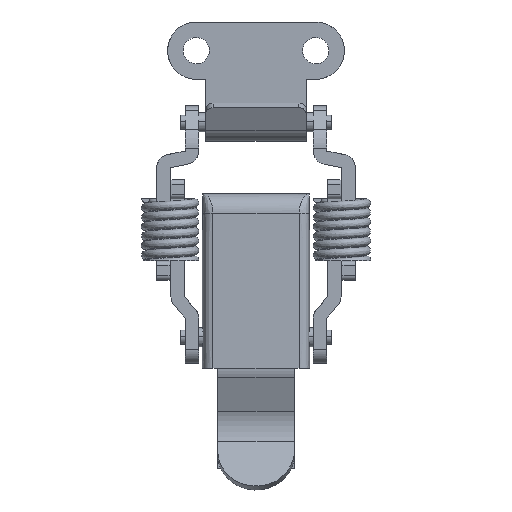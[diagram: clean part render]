
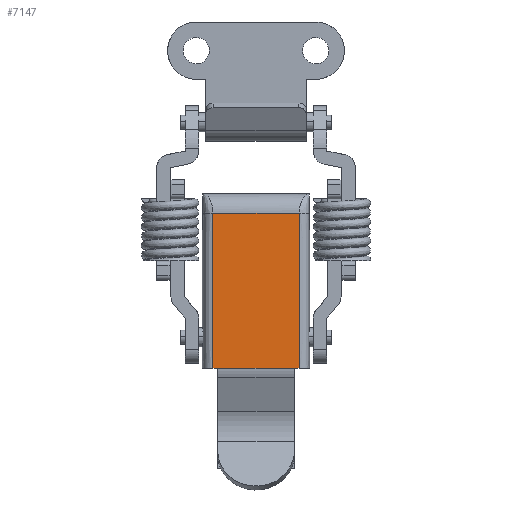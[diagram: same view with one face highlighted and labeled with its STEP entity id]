
A CAD part, front view. The second image highlights one B-rep face of the part: STEP entity #7147.
In plain terms, the highlighted free-form (B-spline) face has degree [1, 1] with [2, 2] control points.
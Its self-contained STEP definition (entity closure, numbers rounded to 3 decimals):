
#5450=CARTESIAN_POINT('',(-10.7,9.034,-19.0));
#5451=VERTEX_POINT('',#5450);
#5528=CARTESIAN_POINT('',(-10.7,9.034,-51.5));
#5529=VERTEX_POINT('',#5528);
#5545=CARTESIAN_POINT('',(-10.7,9.034,-19.0));
#5546=CARTESIAN_POINT('',(-10.7,9.034,-29.833));
#5547=CARTESIAN_POINT('',(-10.7,9.034,-40.667));
#5548=CARTESIAN_POINT('',(-10.7,9.034,-51.5));
#5549=B_SPLINE_CURVE_WITH_KNOTS('',3,(#5545,#5546,#5547,#5548),.UNSPECIFIED.,.F.,.U.,(4,4),(0.667,1.),.UNSPECIFIED.);
#5550=EDGE_CURVE('',#5451,#5529,#5549,.T.);
#5605=CARTESIAN_POINT('',(-10.7,-9.034,-19.0));
#5606=VERTEX_POINT('',#5605);
#5669=CARTESIAN_POINT('',(-10.7,-9.034,-51.5));
#5670=VERTEX_POINT('',#5669);
#5692=CARTESIAN_POINT('',(-10.7,-9.034,-51.5));
#5693=CARTESIAN_POINT('',(-10.7,-9.034,-40.667));
#5694=CARTESIAN_POINT('',(-10.7,-9.034,-29.833));
#5695=CARTESIAN_POINT('',(-10.7,-9.034,-19.0));
#5696=B_SPLINE_CURVE_WITH_KNOTS('',3,(#5692,#5693,#5694,#5695),.UNSPECIFIED.,.F.,.U.,(4,4),(0.0,0.333),.UNSPECIFIED.);
#5697=EDGE_CURVE('',#5670,#5606,#5696,.T.);
#5851=CARTESIAN_POINT('',(-10.7,8.0,-51.533));
#5852=VERTEX_POINT('',#5851);
#5873=CARTESIAN_POINT('',(-10.7,-8.0,-51.533));
#5874=VERTEX_POINT('',#5873);
#5888=CARTESIAN_POINT('',(-10.7,8.0,-51.533));
#5889=CARTESIAN_POINT('',(-10.7,-8.0,-51.533));
#5890=QUASI_UNIFORM_CURVE('',1,(#5888,#5889),.UNSPECIFIED.,.F.,.U.);
#5891=EDGE_CURVE('',#5852,#5874,#5890,.T.);
#5972=CARTESIAN_POINT('',(-10.7,-8.,-51.5));
#5973=VERTEX_POINT('',#5972);
#5974=CARTESIAN_POINT('',(-10.7,-8.,-51.5));
#5975=CARTESIAN_POINT('',(-10.7,-8.0,-51.533));
#5976=QUASI_UNIFORM_CURVE('',1,(#5974,#5975),.UNSPECIFIED.,.F.,.U.);
#5977=EDGE_CURVE('',#5973,#5874,#5976,.T.);
#6064=CARTESIAN_POINT('',(-10.7,8.0,-51.5));
#6065=VERTEX_POINT('',#6064);
#6066=CARTESIAN_POINT('',(-10.7,8.0,-51.5));
#6067=CARTESIAN_POINT('',(-10.7,8.0,-51.533));
#6068=QUASI_UNIFORM_CURVE('',1,(#6066,#6067),.UNSPECIFIED.,.F.,.U.);
#6069=EDGE_CURVE('',#6065,#5852,#6068,.T.);
#7120=CARTESIAN_POINT('',(-10.7,-9.937,-53.158));
#7121=CARTESIAN_POINT('',(-10.7,-9.937,-17.375));
#7122=CARTESIAN_POINT('',(-10.7,9.937,-53.158));
#7123=CARTESIAN_POINT('',(-10.7,9.937,-17.375));
#7124=B_SPLINE_SURFACE_WITH_KNOTS('',1,1,((#7120,#7122),(#7121,#7123)),.UNSPECIFIED.,.F.,.F.,.U.,(2,2),(2,2),(0.0,35.783),(0.0,19.873),.UNSPECIFIED.);
#7125=CARTESIAN_POINT('',(-10.7,9.034,-19.0));
#7126=CARTESIAN_POINT('',(-10.7,-9.034,-19.0));
#7127=QUASI_UNIFORM_CURVE('',1,(#7125,#7126),.UNSPECIFIED.,.F.,.U.);
#7128=EDGE_CURVE('',#5451,#5606,#7127,.T.);
#7129=ORIENTED_EDGE('',*,*,#7128,.F.);
#7130=ORIENTED_EDGE('',*,*,#5550,.T.);
#7131=CARTESIAN_POINT('',(-10.7,9.034,-51.5));
#7132=CARTESIAN_POINT('',(-10.7,8.0,-51.5));
#7133=QUASI_UNIFORM_CURVE('',1,(#7131,#7132),.UNSPECIFIED.,.F.,.U.);
#7134=EDGE_CURVE('',#5529,#6065,#7133,.T.);
#7135=ORIENTED_EDGE('',*,*,#7134,.T.);
#7136=ORIENTED_EDGE('',*,*,#6069,.T.);
#7137=ORIENTED_EDGE('',*,*,#5891,.T.);
#7138=ORIENTED_EDGE('',*,*,#5977,.F.);
#7139=CARTESIAN_POINT('',(-10.7,-8.,-51.5));
#7140=CARTESIAN_POINT('',(-10.7,-9.034,-51.5));
#7141=QUASI_UNIFORM_CURVE('',1,(#7139,#7140),.UNSPECIFIED.,.F.,.U.);
#7142=EDGE_CURVE('',#5973,#5670,#7141,.T.);
#7143=ORIENTED_EDGE('',*,*,#7142,.T.);
#7144=ORIENTED_EDGE('',*,*,#5697,.T.);
#7145=EDGE_LOOP('',(#7129,#7130,#7135,#7136,#7137,#7138,#7143,#7144));
#7146=FACE_OUTER_BOUND('',#7145,.T.);
#7147=ADVANCED_FACE('',(#7146),#7124,.T.);
